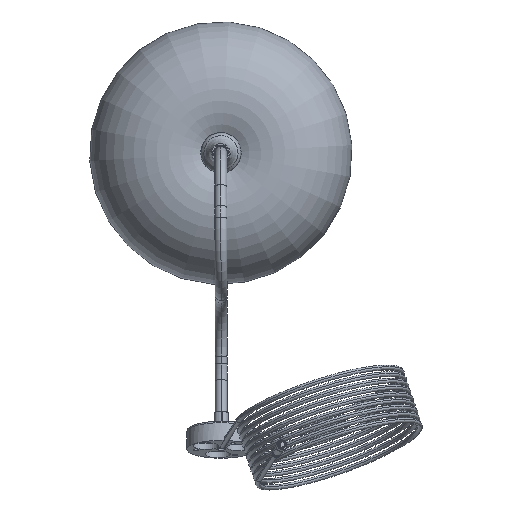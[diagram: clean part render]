
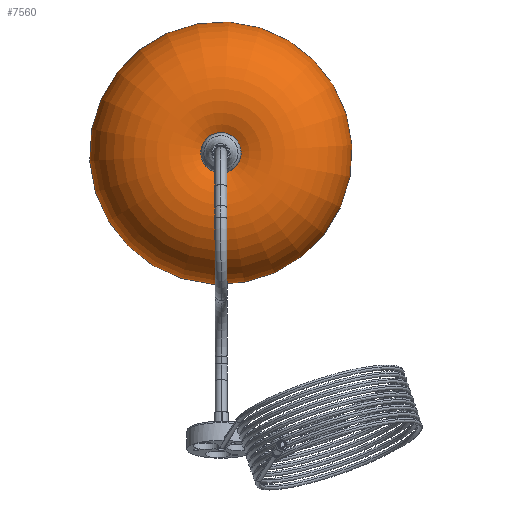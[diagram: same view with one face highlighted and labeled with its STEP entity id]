
A CAD part, top view. The second image highlights one B-rep face of the part: STEP entity #7560.
In plain terms, the highlighted toroidal (fillet/blend) face has major radius 54.489 mm and minor radius 75.226 mm.
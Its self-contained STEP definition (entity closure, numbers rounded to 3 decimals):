
#89=DEGENERATE_TOROIDAL_SURFACE('',#8073,54.489,75.226,
 .F.);
#3290=VERTEX_POINT('',#12337);
#3291=VERTEX_POINT('',#12338);
#3300=VERTEX_POINT('',#12371);
#3301=VERTEX_POINT('',#12374);
#3691=CIRCLE('',#8053,4.095);
#3699=CIRCLE('',#8068,75.226);
#3700=CIRCLE('',#8069,75.226);
#3703=CIRCLE('',#8074,11.881);
#4297=EDGE_CURVE('',#3290,#3291,#3691,.T.);
#4313=EDGE_CURVE('',#3291,#3300,#3699,.T.);
#4314=EDGE_CURVE('',#3301,#3290,#3700,.T.);
#4318=EDGE_CURVE('',#3301,#3300,#3703,.T.);
#5438=ORIENTED_EDGE('',*,*,#4314,.T.);
#5439=ORIENTED_EDGE('',*,*,#4297,.T.);
#5440=ORIENTED_EDGE('',*,*,#4313,.T.);
#5441=ORIENTED_EDGE('',*,*,#4318,.F.);
#6555=EDGE_LOOP('',(#5438,#5439,#5440,#5441));
#7112=FACE_BOUND('',#6555,.T.);
#7560=ADVANCED_FACE('',(#7112),#89,.T.);
#8053=AXIS2_PLACEMENT_3D('',#12336,#9182,#9183);
#8068=AXIS2_PLACEMENT_3D('',#12372,#9214,#9215);
#8069=AXIS2_PLACEMENT_3D('',#12373,#9216,#9217);
#8073=AXIS2_PLACEMENT_3D('',#12399,#9224,$);
#8074=AXIS2_PLACEMENT_3D('',#12400,#9225,#9226);
#9182=DIRECTION('',(0.,0.,-1.));
#9183=DIRECTION('',(4.095,0.,0.));
#9214=DIRECTION('',(0.,-1.,0.));
#9215=DIRECTION('',(-58.584,0.,47.19));
#9216=DIRECTION('',(0.,-1.,0.));
#9217=DIRECTION('',(66.371,0.,35.411));
#9224=DIRECTION('',(0.,0.,-1.));
#9225=DIRECTION('',(0.,0.,-1.));
#9226=DIRECTION('',(11.881,0.,0.));
#12336=CARTESIAN_POINT('',(0.,0.,13.));
#12337=CARTESIAN_POINT('',(4.095,0.,13.));
#12338=CARTESIAN_POINT('',(-4.095,0.,13.));
#12371=CARTESIAN_POINT('',(-11.881,0.,1.221));
#12372=CARTESIAN_POINT('',(54.489,0.,-34.19));
#12373=CARTESIAN_POINT('',(-54.489,0.,-34.19));
#12374=CARTESIAN_POINT('',(11.881,0.,1.221));
#12399=CARTESIAN_POINT('',(0.,0.,
-34.19));
#12400=CARTESIAN_POINT('',(0.,0.,1.221));
